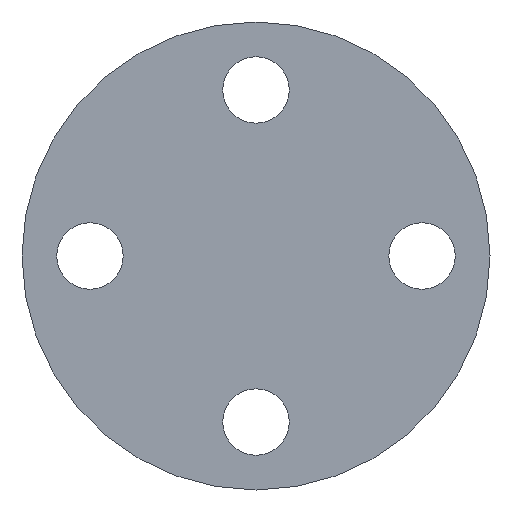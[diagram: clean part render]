
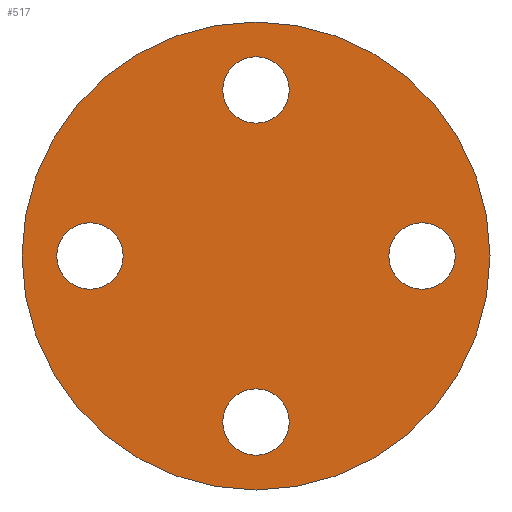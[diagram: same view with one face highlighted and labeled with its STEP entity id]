
A CAD part, front view. The second image highlights one B-rep face of the part: STEP entity #517.
In plain terms, the highlighted planar face has unit normal (0, -1, 0).
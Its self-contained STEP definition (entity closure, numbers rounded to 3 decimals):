
#12 = DIRECTION ( 'NONE',  ( 0., 1., 0. ) ) ;
#14 = DIRECTION ( 'NONE',  ( 0., 0., 1. ) ) ;
#19 = DIRECTION ( 'NONE',  ( 0., 1., 0. ) ) ;
#22 = CARTESIAN_POINT ( 'NONE',  ( 0., 0., 0. ) ) ;
#25 = DIRECTION ( 'NONE',  ( 0., 1., 0. ) ) ;
#35 = CARTESIAN_POINT ( 'NONE',  ( 44., 0., 0. ) ) ;
#41 = ORIENTED_EDGE ( 'NONE', *, *, #61, .T. ) ;
#45 = EDGE_LOOP ( 'NONE', ( #303, #396 ) ) ;
#48 = EDGE_LOOP ( 'NONE', ( #54, #95 ) ) ;
#54 = ORIENTED_EDGE ( 'NONE', *, *, #267, .T. ) ;
#58 = FACE_BOUND ( 'NONE', #266, .T. ) ;
#60 = DIRECTION ( 'NONE',  ( 0., 0., 1. ) ) ;
#61 = EDGE_CURVE ( 'NONE', #133, #308, #435, .T. ) ;
#63 = AXIS2_PLACEMENT_3D ( 'NONE', #345, #222, #177 ) ;
#68 = DIRECTION ( 'NONE',  ( 0., 0., -1. ) ) ;
#70 = EDGE_CURVE ( 'NONE', #497, #223, #141, .T. ) ;
#73 = AXIS2_PLACEMENT_3D ( 'NONE', #252, #12, #265 ) ;
#86 = DIRECTION ( 'NONE',  ( 0., 0., -1. ) ) ;
#88 = CARTESIAN_POINT ( 'NONE',  ( 55., 0., 0. ) ) ;
#89 = VERTEX_POINT ( 'NONE', #455 ) ;
#95 = ORIENTED_EDGE ( 'NONE', *, *, #304, .T. ) ;
#97 = CIRCLE ( 'NONE', #73, 11. ) ;
#101 = VERTEX_POINT ( 'NONE', #188 ) ;
#113 = CARTESIAN_POINT ( 'NONE',  ( 0., 0., 44. ) ) ;
#117 = AXIS2_PLACEMENT_3D ( 'NONE', #88, #397, #135 ) ;
#123 = AXIS2_PLACEMENT_3D ( 'NONE', #327, #195, #60 ) ;
#133 = VERTEX_POINT ( 'NONE', #35 ) ;
#135 = DIRECTION ( 'NONE',  ( -1., 0., 0. ) ) ;
#141 = CIRCLE ( 'NONE', #450, 11. ) ;
#149 = FACE_BOUND ( 'NONE', #215, .T. ) ;
#151 = PLANE ( 'NONE',  #123 ) ;
#158 = VERTEX_POINT ( 'NONE', #371 ) ;
#177 = DIRECTION ( 'NONE',  ( 0., 0., 1. ) ) ;
#184 = VERTEX_POINT ( 'NONE', #422 ) ;
#185 = DIRECTION ( 'NONE',  ( 1., 0., 0. ) ) ;
#187 = CARTESIAN_POINT ( 'NONE',  ( -55., 0., 0. ) ) ;
#188 = CARTESIAN_POINT ( 'NONE',  ( 0., 0., 77.5 ) ) ;
#189 = CIRCLE ( 'NONE', #63, 11. ) ;
#192 = CARTESIAN_POINT ( 'NONE',  ( -66., 0., 0. ) ) ;
#193 = ORIENTED_EDGE ( 'NONE', *, *, #444, .T. ) ;
#195 = DIRECTION ( 'NONE',  ( 0., 1., 0. ) ) ;
#204 = DIRECTION ( 'NONE',  ( 0., 0., 1. ) ) ;
#215 = EDGE_LOOP ( 'NONE', ( #41, #312 ) ) ;
#222 = DIRECTION ( 'NONE',  ( 0., 1., 0. ) ) ;
#223 = VERTEX_POINT ( 'NONE', #113 ) ;
#229 = FACE_BOUND ( 'NONE', #45, .T. ) ;
#230 = CARTESIAN_POINT ( 'NONE',  ( 55., 0., 0. ) ) ;
#239 = AXIS2_PLACEMENT_3D ( 'NONE', #244, #299, #204 ) ;
#241 = EDGE_CURVE ( 'NONE', #101, #184, #484, .T. ) ;
#244 = CARTESIAN_POINT ( 'NONE',  ( 0., 0., 0. ) ) ;
#247 = AXIS2_PLACEMENT_3D ( 'NONE', #187, #25, #325 ) ;
#252 = CARTESIAN_POINT ( 'NONE',  ( 0., 0., -55. ) ) ;
#265 = DIRECTION ( 'NONE',  ( 0., 0., 1. ) ) ;
#266 = EDGE_LOOP ( 'NONE', ( #193, #343 ) ) ;
#267 = EDGE_CURVE ( 'NONE', #341, #158, #189, .T. ) ;
#277 = EDGE_CURVE ( 'NONE', #308, #133, #279, .T. ) ;
#279 = CIRCLE ( 'NONE', #117, 11. ) ;
#294 = CIRCLE ( 'NONE', #247, 11. ) ;
#299 = DIRECTION ( 'NONE',  ( 0., 1., 0. ) ) ;
#303 = ORIENTED_EDGE ( 'NONE', *, *, #403, .T. ) ;
#304 = EDGE_CURVE ( 'NONE', #158, #341, #97, .T. ) ;
#305 = DIRECTION ( 'NONE',  ( 0., 1., 0. ) ) ;
#307 = CARTESIAN_POINT ( 'NONE',  ( 0., 0., -44. ) ) ;
#308 = VERTEX_POINT ( 'NONE', #428 ) ;
#312 = ORIENTED_EDGE ( 'NONE', *, *, #277, .T. ) ;
#318 = FACE_OUTER_BOUND ( 'NONE', #394, .T. ) ;
#325 = DIRECTION ( 'NONE',  ( 1., 0., 0. ) ) ;
#327 = CARTESIAN_POINT ( 'NONE',  ( 0., 0., 0. ) ) ;
#328 = DIRECTION ( 'NONE',  ( -1., 0., 0. ) ) ;
#341 = VERTEX_POINT ( 'NONE', #307 ) ;
#343 = ORIENTED_EDGE ( 'NONE', *, *, #385, .T. ) ;
#345 = CARTESIAN_POINT ( 'NONE',  ( 0., 0., -55. ) ) ;
#349 = ORIENTED_EDGE ( 'NONE', *, *, #241, .F. ) ;
#354 = CARTESIAN_POINT ( 'NONE',  ( 0., 0., 55. ) ) ;
#365 = AXIS2_PLACEMENT_3D ( 'NONE', #481, #305, #185 ) ;
#367 = DIRECTION ( 'NONE',  ( 0., 1., 0. ) ) ;
#371 = CARTESIAN_POINT ( 'NONE',  ( 0., 0., -66. ) ) ;
#385 = EDGE_CURVE ( 'NONE', #475, #89, #463, .T. ) ;
#394 = EDGE_LOOP ( 'NONE', ( #472, #349 ) ) ;
#396 = ORIENTED_EDGE ( 'NONE', *, *, #70, .T. ) ;
#397 = DIRECTION ( 'NONE',  ( 0., 1., 0. ) ) ;
#403 = EDGE_CURVE ( 'NONE', #223, #497, #453, .T. ) ;
#408 = AXIS2_PLACEMENT_3D ( 'NONE', #230, #367, #328 ) ;
#418 = EDGE_CURVE ( 'NONE', #184, #101, #535, .T. ) ;
#422 = CARTESIAN_POINT ( 'NONE',  ( 0., 0., -77.5 ) ) ;
#428 = CARTESIAN_POINT ( 'NONE',  ( 66., 0., 0. ) ) ;
#435 = CIRCLE ( 'NONE', #408, 11. ) ;
#438 = AXIS2_PLACEMENT_3D ( 'NONE', #22, #19, #14 ) ;
#444 = EDGE_CURVE ( 'NONE', #89, #475, #294, .T. ) ;
#450 = AXIS2_PLACEMENT_3D ( 'NONE', #452, #495, #68 ) ;
#452 = CARTESIAN_POINT ( 'NONE',  ( 0., 0., 55. ) ) ;
#453 = CIRCLE ( 'NONE', #498, 11. ) ;
#455 = CARTESIAN_POINT ( 'NONE',  ( -44., 0., 0. ) ) ;
#463 = CIRCLE ( 'NONE', #365, 11. ) ;
#472 = ORIENTED_EDGE ( 'NONE', *, *, #418, .F. ) ;
#475 = VERTEX_POINT ( 'NONE', #192 ) ;
#481 = CARTESIAN_POINT ( 'NONE',  ( -55., 0., 0. ) ) ;
#484 = CIRCLE ( 'NONE', #239, 77.5 ) ;
#489 = CARTESIAN_POINT ( 'NONE',  ( 0., 0., 66. ) ) ;
#492 = FACE_BOUND ( 'NONE', #48, .T. ) ;
#495 = DIRECTION ( 'NONE',  ( 0., 1., 0. ) ) ;
#497 = VERTEX_POINT ( 'NONE', #489 ) ;
#498 = AXIS2_PLACEMENT_3D ( 'NONE', #354, #526, #86 ) ;
#517 = ADVANCED_FACE ( 'NONE', ( #58, #229, #149, #492, #318 ), #151, .F. ) ;
#526 = DIRECTION ( 'NONE',  ( 0., 1., 0. ) ) ;
#535 = CIRCLE ( 'NONE', #438, 77.5 ) ;
